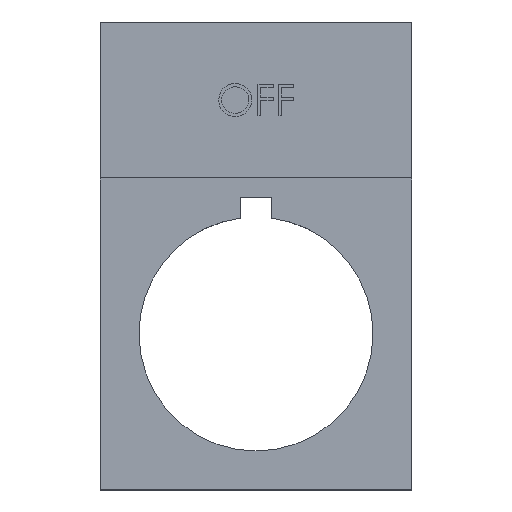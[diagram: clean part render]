
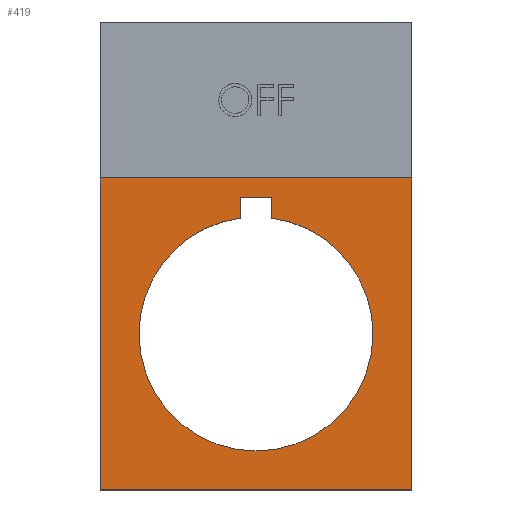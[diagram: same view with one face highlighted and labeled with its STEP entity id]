
A CAD part, top view. The second image highlights one B-rep face of the part: STEP entity #419.
In plain terms, the highlighted planar face has unit normal (0, 0, 1).
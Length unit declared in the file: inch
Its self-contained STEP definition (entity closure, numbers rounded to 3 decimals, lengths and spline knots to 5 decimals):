
#24 = CARTESIAN_POINT ( 'NONE',  ( 0.05906, 0.5177, 0.01969 ) ) ;
#47 = VECTOR ( 'NONE', #1721, 39.37008 ) ;
#80 = ORIENTED_EDGE ( 'NONE', *, *, #869, .T. ) ;
#82 = DIRECTION ( 'NONE',  ( 0., -1., 0. ) ) ;
#89 = CARTESIAN_POINT ( 'NONE',  ( -0.05906, 0.5177, 0.01969 ) ) ;
#200 = EDGE_CURVE ( 'NONE', #2611, #248, #1142, .T. ) ;
#211 = CARTESIAN_POINT ( 'NONE',  ( -0.44291, 0., 0.01969 ) ) ;
#248 = VERTEX_POINT ( 'NONE', #1384 ) ;
#270 = CARTESIAN_POINT ( 'NONE',  ( -0.59055, 1.1811, 0.01969 ) ) ;
#296 = CARTESIAN_POINT ( 'NONE',  ( 0.44291, 0., 0.01969 ) ) ;
#351 = ORIENTED_EDGE ( 'NONE', *, *, #352, .T. ) ;
#352 = EDGE_CURVE ( 'NONE', #2094, #2235, #1468, .T. ) ;
#355 = LINE ( 'NONE', #768, #1158 ) ;
#356 = CARTESIAN_POINT ( 'NONE',  ( -0.59055, -0.59055, 0.01969 ) ) ;
#365 = FACE_OUTER_BOUND ( 'NONE', #530, .T. ) ;
#419 = ADVANCED_FACE ( 'NONE', ( #1037, #365 ), #2541, .T. ) ;
#438 = DIRECTION ( 'NONE',  ( 1., 0., 0. ) ) ;
#459 = LINE ( 'NONE', #24, #1467 ) ;
#476 = ORIENTED_EDGE ( 'NONE', *, *, #2487, .T. ) ;
#508 = CARTESIAN_POINT ( 'NONE',  ( -0.05906, 0.5177, 0.01969 ) ) ;
#509 = EDGE_CURVE ( 'NONE', #1817, #2094, #569, .T. ) ;
#514 = DIRECTION ( 'NONE',  ( 0., 0., -1. ) ) ;
#529 = CARTESIAN_POINT ( 'NONE',  ( 0.59055, 0.59055, 0.01969 ) ) ;
#530 = EDGE_LOOP ( 'NONE', ( #2263, #834, #80, #2304 ) ) ;
#562 = VECTOR ( 'NONE', #1475, 39.37008 ) ;
#569 = CIRCLE ( 'NONE', #2491, 0.44291 ) ;
#723 = DIRECTION ( 'NONE',  ( 1., 0., 0. ) ) ;
#728 = AXIS2_PLACEMENT_3D ( 'NONE', #1193, #804, #2615 ) ;
#768 = CARTESIAN_POINT ( 'NONE',  ( -0.59055, -0.59055, 0.01969 ) ) ;
#797 = EDGE_LOOP ( 'NONE', ( #2318, #476, #827, #2475, #351, #1648 ) ) ;
#804 = DIRECTION ( 'NONE',  ( 0., 0., -1. ) ) ;
#807 = AXIS2_PLACEMENT_3D ( 'NONE', #1332, #960, #1552 ) ;
#823 = LINE ( 'NONE', #270, #562 ) ;
#826 = CIRCLE ( 'NONE', #728, 0.44291 ) ;
#827 = ORIENTED_EDGE ( 'NONE', *, *, #2619, .T. ) ;
#834 = ORIENTED_EDGE ( 'NONE', *, *, #200, .F. ) ;
#837 = CARTESIAN_POINT ( 'NONE',  ( -0.19685, 0.59055, 0.01969 ) ) ;
#869 = EDGE_CURVE ( 'NONE', #2611, #1061, #1035, .T. ) ;
#960 = DIRECTION ( 'NONE',  ( 0., 0., -1. ) ) ;
#1022 = LINE ( 'NONE', #2535, #1074 ) ;
#1035 = B_SPLINE_CURVE_WITH_KNOTS ( 'NONE', 3,
 ( #2307, #2322, #837, #2117 ),
 .UNSPECIFIED., .F., .F.,
 ( 4, 4 ),
 ( 0., 1. ),
 .UNSPECIFIED. ) ;
#1037 = FACE_BOUND ( 'NONE', #797, .T. ) ;
#1053 = CARTESIAN_POINT ( 'NONE',  ( 0.05906, 0.5177, 0.01969 ) ) ;
#1061 = VERTEX_POINT ( 'NONE', #1514 ) ;
#1074 = VECTOR ( 'NONE', #82, 39.37008 ) ;
#1142 = LINE ( 'NONE', #1161, #1197 ) ;
#1158 = VECTOR ( 'NONE', #2345, 39.37008 ) ;
#1161 = CARTESIAN_POINT ( 'NONE',  ( 0.59055, -0.59055, 0.01969 ) ) ;
#1193 = CARTESIAN_POINT ( 'NONE',  ( 0., 0., 0.01969 ) ) ;
#1197 = VECTOR ( 'NONE', #2584, 39.37008 ) ;
#1278 = DIRECTION ( 'NONE',  ( 1., 0., 0. ) ) ;
#1332 = CARTESIAN_POINT ( 'NONE',  ( 0., 0., 0.01969 ) ) ;
#1384 = CARTESIAN_POINT ( 'NONE',  ( 0.59055, -0.59055, 0.01969 ) ) ;
#1427 = CARTESIAN_POINT ( 'NONE',  ( -0.05906, 0.43896, 0.01969 ) ) ;
#1467 = VECTOR ( 'NONE', #438, 39.37008 ) ;
#1468 = CIRCLE ( 'NONE', #807, 0.44291 ) ;
#1475 = DIRECTION ( 'NONE',  ( 0., 1., 0. ) ) ;
#1502 = EDGE_CURVE ( 'NONE', #248, #1673, #355, .T. ) ;
#1514 = CARTESIAN_POINT ( 'NONE',  ( -0.59055, 0.59055, 0.01969 ) ) ;
#1552 = DIRECTION ( 'NONE',  ( 1., 0., 0. ) ) ;
#1641 = LINE ( 'NONE', #89, #47 ) ;
#1648 = ORIENTED_EDGE ( 'NONE', *, *, #1959, .T. ) ;
#1673 = VERTEX_POINT ( 'NONE', #356 ) ;
#1721 = DIRECTION ( 'NONE',  ( 0., 1., 0. ) ) ;
#1817 = VERTEX_POINT ( 'NONE', #296 ) ;
#1874 = AXIS2_PLACEMENT_3D ( 'NONE', #2316, #2300, #1278 ) ;
#1959 = EDGE_CURVE ( 'NONE', #2235, #2020, #1641, .T. ) ;
#2020 = VERTEX_POINT ( 'NONE', #508 ) ;
#2094 = VERTEX_POINT ( 'NONE', #211 ) ;
#2117 = CARTESIAN_POINT ( 'NONE',  ( -0.59055, 0.59055, 0.01969 ) ) ;
#2235 = VERTEX_POINT ( 'NONE', #1427 ) ;
#2250 = VERTEX_POINT ( 'NONE', #1053 ) ;
#2263 = ORIENTED_EDGE ( 'NONE', *, *, #1502, .F. ) ;
#2275 = CARTESIAN_POINT ( 'NONE',  ( 0.05906, 0.43896, 0.01969 ) ) ;
#2278 = EDGE_CURVE ( 'NONE', #2020, #2250, #459, .T. ) ;
#2293 = VERTEX_POINT ( 'NONE', #2275 ) ;
#2300 = DIRECTION ( 'NONE',  ( 0., 0., 1. ) ) ;
#2304 = ORIENTED_EDGE ( 'NONE', *, *, #2340, .F. ) ;
#2307 = CARTESIAN_POINT ( 'NONE',  ( 0.59055, 0.59055, 0.01969 ) ) ;
#2316 = CARTESIAN_POINT ( 'NONE',  ( 0., 0.29528, 0.01969 ) ) ;
#2318 = ORIENTED_EDGE ( 'NONE', *, *, #2278, .T. ) ;
#2322 = CARTESIAN_POINT ( 'NONE',  ( 0.19685, 0.59055, 0.01969 ) ) ;
#2340 = EDGE_CURVE ( 'NONE', #1673, #1061, #823, .T. ) ;
#2345 = DIRECTION ( 'NONE',  ( -1., 0., 0. ) ) ;
#2347 = CARTESIAN_POINT ( 'NONE',  ( 0., 0., 0.01969 ) ) ;
#2475 = ORIENTED_EDGE ( 'NONE', *, *, #509, .T. ) ;
#2487 = EDGE_CURVE ( 'NONE', #2250, #2293, #1022, .T. ) ;
#2491 = AXIS2_PLACEMENT_3D ( 'NONE', #2347, #514, #723 ) ;
#2535 = CARTESIAN_POINT ( 'NONE',  ( 0.05906, 0.43896, 0.01969 ) ) ;
#2541 = PLANE ( 'NONE',  #1874 ) ;
#2584 = DIRECTION ( 'NONE',  ( 0., -1., 0. ) ) ;
#2611 = VERTEX_POINT ( 'NONE', #529 ) ;
#2615 = DIRECTION ( 'NONE',  ( 1., 0., 0. ) ) ;
#2619 = EDGE_CURVE ( 'NONE', #2293, #1817, #826, .T. ) ;
